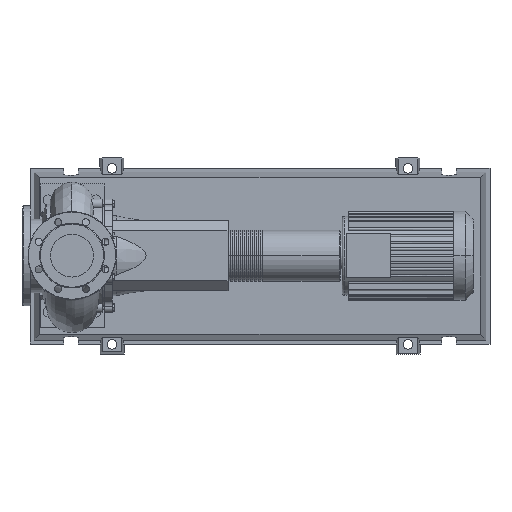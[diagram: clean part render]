
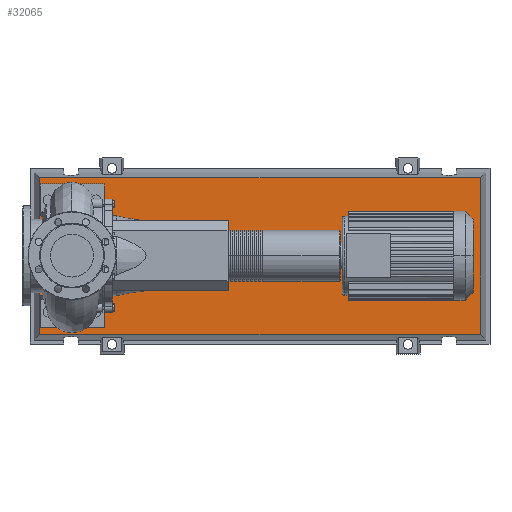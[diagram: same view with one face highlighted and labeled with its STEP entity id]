
A CAD part, top view. The second image highlights one B-rep face of the part: STEP entity #32065.
In plain terms, the highlighted planar face has unit normal (0, 0, 1).
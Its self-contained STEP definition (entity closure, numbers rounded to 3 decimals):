
#31746=CARTESIAN_POINT('',(1020.471,-195.471,103.0));
#31747=VERTEX_POINT('',#31746);
#31754=CARTESIAN_POINT('',(-80.471,-195.471,103.0));
#31755=VERTEX_POINT('',#31754);
#31756=CARTESIAN_POINT('',(1020.471,-195.471,103.0));
#31757=DIRECTION('',(-1.0,0.0,0.0));
#31758=VECTOR('',#31757,1100.941);
#31759=LINE('',#31756,#31758);
#31760=EDGE_CURVE('',#31747,#31755,#31759,.T.);
#31978=CARTESIAN_POINT('',(1020.471,195.471,103.0));
#31979=VERTEX_POINT('',#31978);
#31980=CARTESIAN_POINT('',(1020.471,195.471,103.0));
#31981=DIRECTION('',(0.0,-1.0,0.0));
#31982=VECTOR('',#31981,390.941);
#31983=LINE('',#31980,#31982);
#31984=EDGE_CURVE('',#31979,#31747,#31983,.T.);
#32002=CARTESIAN_POINT('',(-80.471,195.471,103.0));
#32003=VERTEX_POINT('',#32002);
#32004=CARTESIAN_POINT('',(-80.471,-195.471,103.0));
#32005=DIRECTION('',(0.0,1.0,0.0));
#32006=VECTOR('',#32005,390.941);
#32007=LINE('',#32004,#32006);
#32008=EDGE_CURVE('',#31755,#32003,#32007,.T.);
#32041=CARTESIAN_POINT('',(-80.471,195.471,103.0));
#32042=DIRECTION('',(1.0,0.0,0.0));
#32043=VECTOR('',#32042,1100.941);
#32044=LINE('',#32041,#32043);
#32045=EDGE_CURVE('',#32003,#31979,#32044,.T.);
#32054=CARTESIAN_POINT('',(470.,0.,103.0));
#32055=DIRECTION('',(0.0,0.0,1.0));
#32056=DIRECTION('',(1.0,0.0,0.0));
#32057=AXIS2_PLACEMENT_3D('',#32054,#32055,#32056);
#32058=PLANE('',#32057);
#32059=ORIENTED_EDGE('',*,*,#31984,.F.);
#32060=ORIENTED_EDGE('',*,*,#32045,.F.);
#32061=ORIENTED_EDGE('',*,*,#32008,.F.);
#32062=ORIENTED_EDGE('',*,*,#31760,.F.);
#32063=EDGE_LOOP('',(#32059,#32060,#32061,#32062));
#32064=FACE_OUTER_BOUND('',#32063,.T.);
#32065=ADVANCED_FACE('',(#32064),#32058,.T.);
